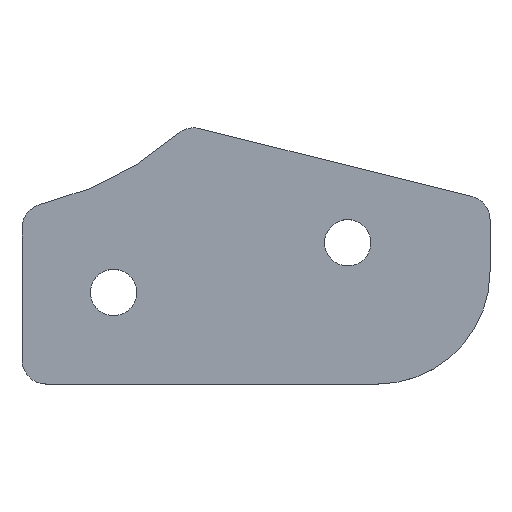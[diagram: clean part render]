
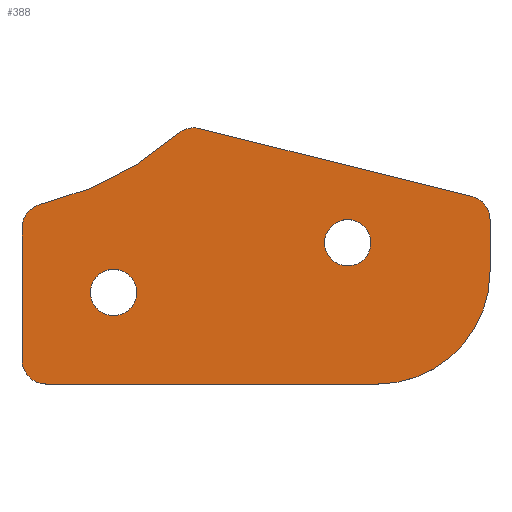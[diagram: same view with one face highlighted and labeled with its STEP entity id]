
A CAD part, top view. The second image highlights one B-rep face of the part: STEP entity #388.
In plain terms, the highlighted planar face has unit normal (0, 0, 1).
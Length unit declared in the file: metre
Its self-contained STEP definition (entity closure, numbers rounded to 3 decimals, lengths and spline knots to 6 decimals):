
#22=PLANE('',#437);
#29=CIRCLE('',#417,0.028659);
#31=CIRCLE('',#420,0.0022);
#33=CIRCLE('',#424,0.0022);
#35=CIRCLE('',#428,0.0102);
#37=CIRCLE('',#432,0.0022);
#39=CIRCLE('',#436,0.0022);
#40=CIRCLE('',#438,0.0021);
#41=CIRCLE('',#439,0.0021);
#90=ORIENTED_EDGE('',*,*,#188,.T.);
#91=ORIENTED_EDGE('',*,*,#189,.T.);
#92=ORIENTED_EDGE('',*,*,#161,.F.);
#93=ORIENTED_EDGE('',*,*,#164,.T.);
#94=ORIENTED_EDGE('',*,*,#167,.T.);
#95=ORIENTED_EDGE('',*,*,#170,.T.);
#96=ORIENTED_EDGE('',*,*,#173,.T.);
#97=ORIENTED_EDGE('',*,*,#176,.T.);
#98=ORIENTED_EDGE('',*,*,#179,.T.);
#99=ORIENTED_EDGE('',*,*,#182,.T.);
#100=ORIENTED_EDGE('',*,*,#185,.T.);
#101=ORIENTED_EDGE('',*,*,#187,.T.);
#161=EDGE_CURVE('',#215,#212,#29,.T.);
#164=EDGE_CURVE('',#215,#217,#31,.T.);
#167=EDGE_CURVE('',#217,#219,#251,.T.);
#170=EDGE_CURVE('',#219,#221,#33,.T.);
#173=EDGE_CURVE('',#221,#223,#255,.T.);
#176=EDGE_CURVE('',#223,#225,#35,.T.);
#179=EDGE_CURVE('',#225,#227,#259,.T.);
#182=EDGE_CURVE('',#227,#229,#37,.T.);
#185=EDGE_CURVE('',#229,#231,#263,.T.);
#187=EDGE_CURVE('',#231,#212,#39,.T.);
#188=EDGE_CURVE('',#232,#232,#40,.T.);
#189=EDGE_CURVE('',#233,#233,#41,.T.);
#212=VERTEX_POINT('',#590);
#215=VERTEX_POINT('',#595);
#217=VERTEX_POINT('',#601);
#219=VERTEX_POINT('',#607);
#221=VERTEX_POINT('',#613);
#223=VERTEX_POINT('',#619);
#225=VERTEX_POINT('',#625);
#227=VERTEX_POINT('',#631);
#229=VERTEX_POINT('',#637);
#231=VERTEX_POINT('',#643);
#232=VERTEX_POINT('',#650);
#233=VERTEX_POINT('',#652);
#251=LINE('',#608,#283);
#255=LINE('',#620,#287);
#259=LINE('',#632,#291);
#263=LINE('',#644,#295);
#283=VECTOR('',#482,1.);
#287=VECTOR('',#494,1.);
#291=VECTOR('',#506,1.);
#295=VECTOR('',#518,1.);
#320=EDGE_LOOP('',(#90));
#321=EDGE_LOOP('',(#91));
#322=EDGE_LOOP('',(#92,#93,#94,#95,#96,#97,#98,#99,#100,#101));
#350=FACE_BOUND('',#320,.T.);
#351=FACE_BOUND('',#321,.T.);
#352=FACE_BOUND('',#322,.T.);
#388=ADVANCED_FACE('',(#350,#351,#352),#22,.T.);
#417=AXIS2_PLACEMENT_3D('',#596,#469,#470);
#420=AXIS2_PLACEMENT_3D('',#602,#476,#477);
#424=AXIS2_PLACEMENT_3D('',#614,#488,#489);
#428=AXIS2_PLACEMENT_3D('',#626,#500,#501);
#432=AXIS2_PLACEMENT_3D('',#638,#512,#513);
#436=AXIS2_PLACEMENT_3D('',#647,#523,#524);
#437=AXIS2_PLACEMENT_3D('',#648,#525,#526);
#438=AXIS2_PLACEMENT_3D('',#649,#527,#528);
#439=AXIS2_PLACEMENT_3D('',#651,#529,#530);
#469=DIRECTION('',(0.,0.,1.));
#470=DIRECTION('',(1.,0.,0.));
#476=DIRECTION('',(0.,0.,1.));
#477=DIRECTION('',(1.,0.,0.));
#482=DIRECTION('',(0.,-1.,0.));
#488=DIRECTION('',(0.,0.,1.));
#489=DIRECTION('',(1.,0.,0.));
#494=DIRECTION('',(1.,0.,0.));
#500=DIRECTION('',(0.,0.,1.));
#501=DIRECTION('',(1.,0.,0.));
#506=DIRECTION('',(0.,1.,0.));
#512=DIRECTION('',(0.,0.,1.));
#513=DIRECTION('',(1.,0.,0.));
#518=DIRECTION('',(-0.97,0.242,0.));
#523=DIRECTION('',(0.,0.,1.));
#524=DIRECTION('',(1.,0.,0.));
#525=DIRECTION('',(0.,0.,1.));
#526=DIRECTION('',(1.,0.,0.));
#527=DIRECTION('',(0.,0.,-1.));
#528=DIRECTION('',(1.,0.,0.));
#529=DIRECTION('',(0.,0.,-1.));
#530=DIRECTION('',(1.,0.,0.));
#590=CARTESIAN_POINT('',(0.057016,-0.024869,0.0316));
#595=CARTESIAN_POINT('',(0.044601,-0.031252,0.0316));
#596=CARTESIAN_POINT('',(0.0381,-0.00334,0.0316));
#601=CARTESIAN_POINT('',(0.0429,-0.033395,0.0316));
#602=CARTESIAN_POINT('',(0.0451,-0.033395,0.0316));
#607=CARTESIAN_POINT('',(0.0429,-0.04534,0.0316));
#608=CARTESIAN_POINT('',(0.0429,0.,0.0316));
#613=CARTESIAN_POINT('',(0.0451,-0.04754,0.0316));
#614=CARTESIAN_POINT('',(0.0451,-0.04534,0.0316));
#619=CARTESIAN_POINT('',(0.0751,-0.04754,0.0316));
#620=CARTESIAN_POINT('',(0.,-0.04754,0.0316));
#625=CARTESIAN_POINT('',(0.0853,-0.03734,0.0316));
#626=CARTESIAN_POINT('',(0.0751,-0.03734,0.0316));
#631=CARTESIAN_POINT('',(0.0853,-0.032663,0.0316));
#632=CARTESIAN_POINT('',(0.0853,0.,0.0316));
#637=CARTESIAN_POINT('',(0.083632,-0.030529,0.0316));
#638=CARTESIAN_POINT('',(0.0831,-0.032663,0.0316));
#643=CARTESIAN_POINT('',(0.059001,-0.024387,0.0316));
#644=CARTESIAN_POINT('',(-0.002272,-0.009111,0.0316));
#647=CARTESIAN_POINT('',(0.058468,-0.026522,0.0316));
#648=CARTESIAN_POINT('',(0.,0.,0.0316));
#649=CARTESIAN_POINT('',(0.072414,-0.03474,0.0316));
#650=CARTESIAN_POINT('',(0.074514,-0.03474,0.0316));
#651=CARTESIAN_POINT('',(0.0512,-0.03924,0.0316));
#652=CARTESIAN_POINT('',(0.0533,-0.03924,0.0316));
